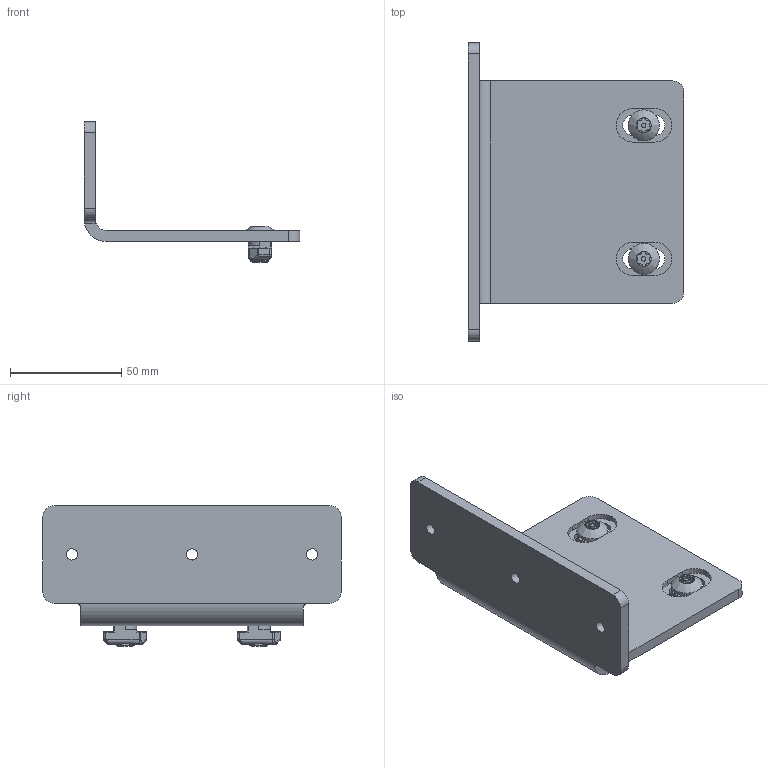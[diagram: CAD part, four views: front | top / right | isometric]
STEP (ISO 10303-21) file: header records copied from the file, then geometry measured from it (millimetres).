
FILE_DESCRIPTION (( 'STEP AP214' ), '1' );
FILE_NAME ('RS-Z-MF2.STEP', '2023-08-16T11:42:24', ( '' ), ( '' ), 'SwSTEP 2.0', 'SolidWorks 2021', '' );
FILE_SCHEMA (( 'AUTOMOTIVE_DESIGN' ));
Length unit declared in the file: inch
Products named in the file (1): RS-Z-MF2
Bounding box: 97 x 134 x 63.37 mm (x, y, z)
Volume: 80101 mm3; surface area: 37543.7 mm2
Topology: 5 solids, 5 shells, 293 faces, 781 edges, 498 vertices
Faces by surface type: cylinder 149, plane 118, bspline 12, sphere 10, cone 4
Full cylindrical faces by diameter (mm): 2 x2, 5 x3, 6.75 x2, 8 x2, 14 x2
Entity records: 10168 total; most frequent: CARTESIAN_POINT 2798, DIRECTION 1544, ORIENTED_EDGE 1504, EDGE_CURVE 752, AXIS2_PLACEMENT_3D 560, VERTEX_POINT 490, VECTOR 424, LINE 424
